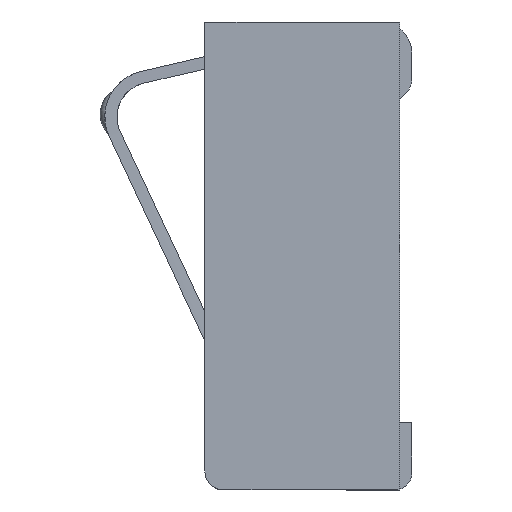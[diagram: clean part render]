
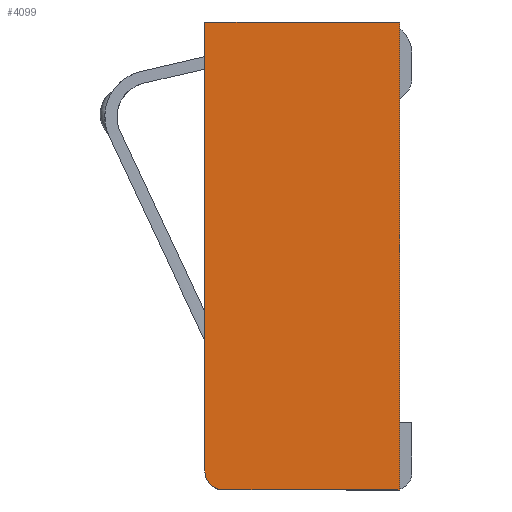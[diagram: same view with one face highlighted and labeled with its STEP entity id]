
A CAD part, left-side view. The second image highlights one B-rep face of the part: STEP entity #4099.
In plain terms, the highlighted planar face has unit normal (-1, 0, 0).
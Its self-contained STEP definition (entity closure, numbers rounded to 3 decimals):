
#42 = PLANE ( 'NONE',  #7173 ) ;
#58 = CARTESIAN_POINT ( 'NONE',  ( -2.832, 2.083, 0.14 ) ) ;
#194 = ORIENTED_EDGE ( 'NONE', *, *, #2491, .T. ) ;
#348 = ORIENTED_EDGE ( 'NONE', *, *, #6203, .F. ) ;
#430 = CARTESIAN_POINT ( 'NONE',  ( -2.832, 1.986, -2.34 ) ) ;
#498 = CARTESIAN_POINT ( 'NONE',  ( -2.832, 0., 2.642 ) ) ;
#795 = VERTEX_POINT ( 'NONE', #7034 ) ;
#1073 = VECTOR ( 'NONE', #4550, 1000. ) ;
#1443 = CARTESIAN_POINT ( 'NONE',  ( -2.832, 1.88, -2.362 ) ) ;
#1723 = VERTEX_POINT ( 'NONE', #2905 ) ;
#1869 = LINE ( 'NONE', #3338, #6499 ) ;
#1998 = CARTESIAN_POINT ( 'NONE',  ( -2.832, 1.933, -2.362 ) ) ;
#2007 = LINE ( 'NONE', #2320, #4022 ) ;
#2307 = DIRECTION ( 'NONE',  ( 0., 0., -1. ) ) ;
#2320 = CARTESIAN_POINT ( 'NONE',  ( -2.832, 1.041, 2.642 ) ) ;
#2491 = EDGE_CURVE ( 'NONE', #1723, #3288, #4765, .T. ) ;
#2648 = VECTOR ( 'NONE', #2704, 1000. ) ;
#2704 = DIRECTION ( 'NONE',  ( 0., 0., 1. ) ) ;
#2760 = CARTESIAN_POINT ( 'NONE',  ( -2.832, 0., 0.14 ) ) ;
#2905 = CARTESIAN_POINT ( 'NONE',  ( -2.832, 0., -2.362 ) ) ;
#3288 = VERTEX_POINT ( 'NONE', #498 ) ;
#3338 = CARTESIAN_POINT ( 'NONE',  ( -2.832, 1.041, -2.362 ) ) ;
#3411 = EDGE_CURVE ( 'NONE', #1723, #4048, #1869, .T. ) ;
#3475 = ORIENTED_EDGE ( 'NONE', *, *, #7143, .F. ) ;
#4022 = VECTOR ( 'NONE', #5127, 1000. ) ;
#4034 = LINE ( 'NONE', #58, #1073 ) ;
#4048 = VERTEX_POINT ( 'NONE', #4420 ) ;
#4099 = ADVANCED_FACE ( 'NONE', ( #6495 ), #42, .F. ) ;
#4165 = B_SPLINE_CURVE_WITH_KNOTS ( 'NONE', 3,
 ( #1443, #1998, #430, #5473, #6485, #5950 ),
 .UNSPECIFIED., .F., .F.,
 ( 4, 2, 4 ),
 ( 0., 0.5, 1. ),
 .UNSPECIFIED. ) ;
#4420 = CARTESIAN_POINT ( 'NONE',  ( -2.832, 1.88, -2.362 ) ) ;
#4486 = CARTESIAN_POINT ( 'NONE',  ( -2.832, 1.041, 0.14 ) ) ;
#4550 = DIRECTION ( 'NONE',  ( 0., 0., 1. ) ) ;
#4581 = VERTEX_POINT ( 'NONE', #6502 ) ;
#4765 = LINE ( 'NONE', #2760, #2648 ) ;
#4772 = EDGE_CURVE ( 'NONE', #4581, #795, #4034, .T. ) ;
#5029 = DIRECTION ( 'NONE',  ( 1., 0., 0. ) ) ;
#5127 = DIRECTION ( 'NONE',  ( 0., -1., 0. ) ) ;
#5473 = CARTESIAN_POINT ( 'NONE',  ( -2.832, 2.061, -2.265 ) ) ;
#5644 = ORIENTED_EDGE ( 'NONE', *, *, #3411, .F. ) ;
#5950 = CARTESIAN_POINT ( 'NONE',  ( -2.832, 2.083, -2.159 ) ) ;
#6203 = EDGE_CURVE ( 'NONE', #795, #3288, #2007, .T. ) ;
#6219 = DIRECTION ( 'NONE',  ( 0., 1., 0. ) ) ;
#6485 = CARTESIAN_POINT ( 'NONE',  ( -2.832, 2.083, -2.212 ) ) ;
#6495 = FACE_OUTER_BOUND ( 'NONE', #6569, .T. ) ;
#6499 = VECTOR ( 'NONE', #6219, 1000. ) ;
#6502 = CARTESIAN_POINT ( 'NONE',  ( -2.832, 2.083, -2.159 ) ) ;
#6569 = EDGE_LOOP ( 'NONE', ( #194, #348, #7220, #3475, #5644 ) ) ;
#7034 = CARTESIAN_POINT ( 'NONE',  ( -2.832, 2.083, 2.642 ) ) ;
#7143 = EDGE_CURVE ( 'NONE', #4048, #4581, #4165, .T. ) ;
#7173 = AXIS2_PLACEMENT_3D ( 'NONE', #4486, #5029, #2307 ) ;
#7220 = ORIENTED_EDGE ( 'NONE', *, *, #4772, .F. ) ;
